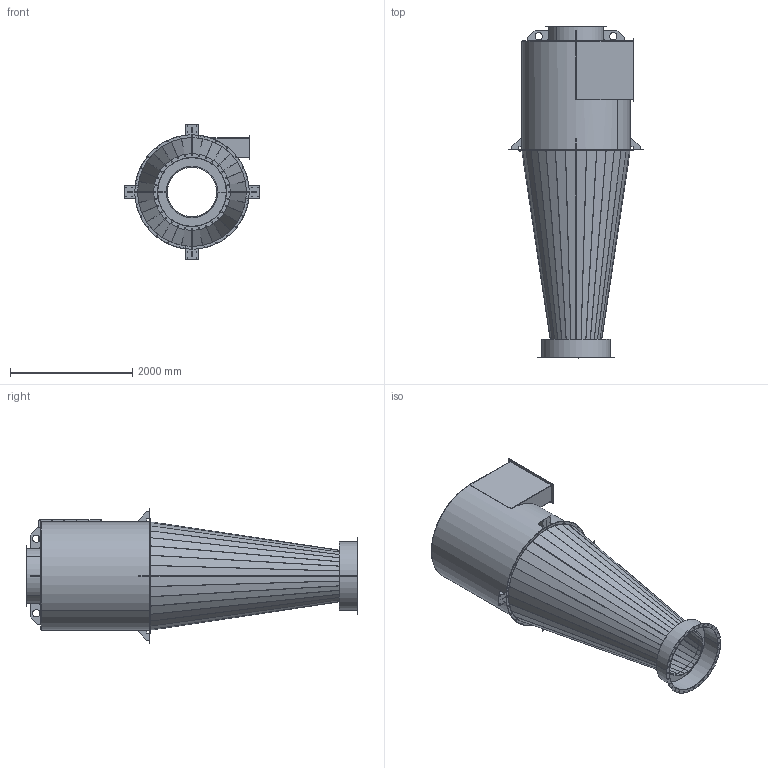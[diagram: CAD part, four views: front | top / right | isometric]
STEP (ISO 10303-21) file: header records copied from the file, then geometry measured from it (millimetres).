
FILE_DESCRIPTION (( 'STEP AP203' ), '1' );
FILE_NAME ('CY0019.STEP', '2023-11-28T11:39:03', ( '' ), ( '' ), 'SwSTEP 2.0', 'SolidWorks 2022', '' );
FILE_SCHEMA (( 'CONFIG_CONTROL_DESIGN' ));
Length unit declared in the file: millimetre
Products named in the file (22): CO-S391-01 - PART_Výchozí; CO-S392-07 - PART_Výchozí; CO-S391-03 - PART_Výchozí; BOLT JOINT - B+W-W+N_M10x30-X10-W; CO-S392-05 - PART_Výchozí; CO-S390-01 - PART_Výchozí; PRGG-DNXXXX - FLANGE G&G_PRGG-DN1120; CY0019; CO-S393-00 - CYCLONE_Výchozí; CO-S392-02 - PART_Výchozí; PH-D013-16 - FLANGE 320x960_Výchozí; CO-S391-02 - PART_Výchozí; CO-S391-04 - PART_Výchozí; CO-S392-01 - PART_Výchozí; CO-CYGG-630-00 - CW 10-23_Výchozí; CO-S391-00 - CONE_Výchozí; CO-S392-06 - PART_Výchozí; CO-S390-02 - PART_Výchozí; CO-S392-03 - PART_Výchozí; PRGG-DNXXXX - FLANGE G&G_PRGG-DN900; CO-S390-00 - INPUT_Výchozí; CO-S392-04 - PART_Výchozí
Assembly tree (39 placements, depth 5):
  CY0019
    CO-CYGG-630-00 - CW 10-23_Výchozí
      CO-S393-00 - CYCLONE_Výchozí
        CO-S392-01 - PART_Výchozí
        CO-S392-02 - PART_Výchozí  x4
        CO-S392-03 - PART_Výchozí
        CO-S392-04 - PART_Výchozí
        CO-S392-05 - PART_Výchozí  x4
        CO-S392-06 - PART_Výchozí  x4
        CO-S390-00 - INPUT_Výchozí
          CO-S390-01 - PART_Výchozí
          CO-S390-02 - PART_Výchozí
          PH-D013-16 - FLANGE 320x960_Výchozí  x2
        PRGG-DNXXXX - FLANGE G&G_PRGG-DN900
        CO-S392-07 - PART_Výchozí
      CO-S391-00 - CONE_Výchozí
        CO-S391-01 - PART_Výchozí  x2
        CO-S391-02 - PART_Výchozí  x2
        CO-S391-03 - PART_Výchozí  x4
        CO-S391-04 - PART_Výchozí  x4
        PRGG-DNXXXX - FLANGE G&G_PRGG-DN1120
      BOLT JOINT - B+W-W+N_M10x30-X10-W
Bounding box: 2212 x 5425 x 2212 mm (x, y, z)
Volume: 131789058.2 mm3; surface area: 66226790.3 mm2
Topology: 35 solids, 35 shells, 849 faces, 2070 edges, 1296 vertices
Faces by surface type: cylinder 428, plane 365, bspline 56
Entity records: 15826 total; most frequent: CARTESIAN_POINT 2581, DIRECTION 2312, ORIENTED_EDGE 2034, EDGE_CURVE 1017, AXIS2_PLACEMENT_3D 885, VERTEX_POINT 650, EDGE_LOOP 581, LINE 542
